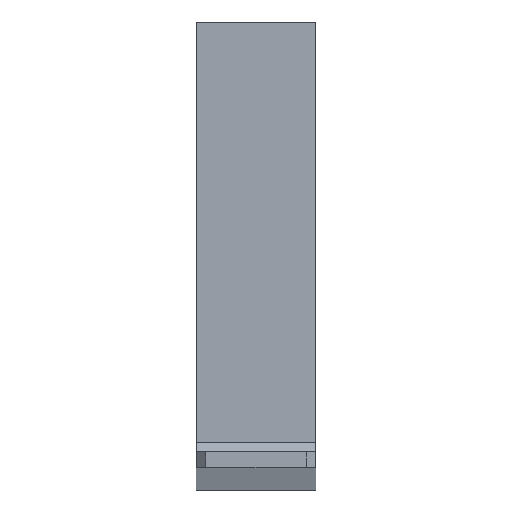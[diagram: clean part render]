
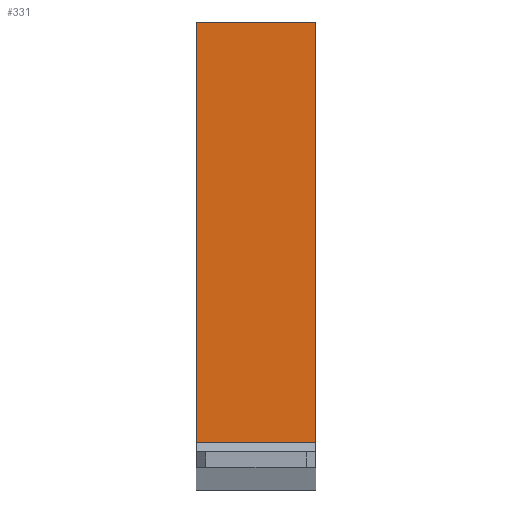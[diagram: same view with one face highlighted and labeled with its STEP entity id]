
A CAD part, front view. The second image highlights one B-rep face of the part: STEP entity #331.
In plain terms, the highlighted planar face has unit normal (0, -1, 0).
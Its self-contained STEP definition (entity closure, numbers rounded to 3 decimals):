
#25=FACE_OUTER_BOUND('',#42,.T.);
#42=EDGE_LOOP('',(#267,#268,#269,#270));
#59=LINE('',#474,#104);
#84=LINE('',#524,#129);
#85=LINE('',#526,#130);
#86=LINE('',#527,#131);
#104=VECTOR('',#387,10.);
#129=VECTOR('',#428,10.);
#130=VECTOR('',#429,10.);
#131=VECTOR('',#430,10.);
#147=VERTEX_POINT('',#471);
#148=VERTEX_POINT('',#473);
#165=VERTEX_POINT('',#523);
#166=VERTEX_POINT('',#525);
#179=EDGE_CURVE('',#147,#148,#59,.T.);
#204=EDGE_CURVE('',#148,#165,#84,.T.);
#205=EDGE_CURVE('',#147,#166,#85,.T.);
#206=EDGE_CURVE('',#165,#166,#86,.T.);
#267=ORIENTED_EDGE('',*,*,#204,.F.);
#268=ORIENTED_EDGE('',*,*,#179,.F.);
#269=ORIENTED_EDGE('',*,*,#205,.T.);
#270=ORIENTED_EDGE('',*,*,#206,.F.);
#314=PLANE('',#362);
#331=ADVANCED_FACE('',(#25),#314,.T.);
#362=AXIS2_PLACEMENT_3D('',#522,#426,#427);
#387=DIRECTION('',(0.,0.,-1.));
#426=DIRECTION('center_axis',(0.,-1.,0.));
#427=DIRECTION('ref_axis',(0.,0.,1.));
#428=DIRECTION('',(-1.,0.,0.));
#429=DIRECTION('',(-1.,0.,0.));
#430=DIRECTION('',(0.,0.,1.));
#471=CARTESIAN_POINT('',(-375.,-1243.267,604.3));
#473=CARTESIAN_POINT('',(-375.,-1243.267,164.3));
#474=CARTESIAN_POINT('',(-375.,-1243.267,604.3));
#522=CARTESIAN_POINT('Origin',(-375.,-1243.267,154.3));
#523=CARTESIAN_POINT('',(-500.,-1243.267,164.3));
#524=CARTESIAN_POINT('',(-375.,-1243.267,164.3));
#525=CARTESIAN_POINT('',(-500.,-1243.267,604.3));
#526=CARTESIAN_POINT('',(-375.,-1243.267,604.3));
#527=CARTESIAN_POINT('',(-500.,-1243.267,604.3));
